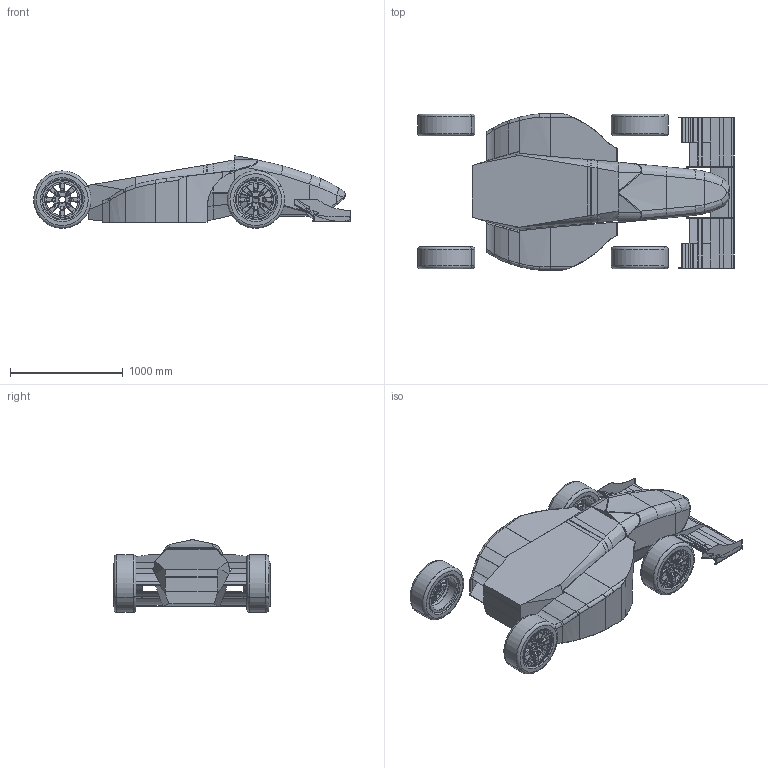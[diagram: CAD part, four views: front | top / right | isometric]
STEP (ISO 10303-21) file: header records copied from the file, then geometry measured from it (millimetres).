
FILE_DESCRIPTION(('CATIA V5 STEP Exchange'),'2;1');
FILE_NAME('2018 radiator analysis.stp','2018-04-01T16:28:24+00:00',('none'),('none'),'CATIA Version 5 Release 17 (IN-10)','CATIA V5 STEP AP203','none');
FILE_SCHEMA(('CONFIG_CONTROL_DESIGN'));
Length unit declared in the file: millimetre
Products named in the file (7): Product1; AssyTsutsui2018; TieRodAssy; SRodEnd1.0Assy; POS 8EC.1; Aero_assembly; Fr.wing_cradle
Assembly tree (19 placements, depth 5):
  Product1
    AssyTsutsui2018
      #62  x2
      TieRodAssy
        SRodEnd1.0Assy  x2
          POS 8EC.1
    #21681
    #25410
    #29549
    Aero_assembly
      Fr.wing_cradle
        #35518  x2
        #36074
        #36450
        #38969
        #41439
        #42352
Bounding box: 2815.68 x 1390 x 644.99 mm (x, y, z)
Volume: 520389965.2 mm3; surface area: 18218810.3 mm2
Topology: 18 solids, 18 shells, 1798 faces, 4647 edges, 2919 vertices
Faces by surface type: cylinder 732, plane 566, torus 236, bspline 186, cone 72, extrusion 6
Entity records: 43245 total; most frequent: CARTESIAN_POINT 18868, ORIENTED_EDGE 5802, DIRECTION 3499, EDGE_CURVE 2901, VERTEX_POINT 1821, AXIS2_PLACEMENT_3D 1600, VECTOR 1225, LINE 1219
